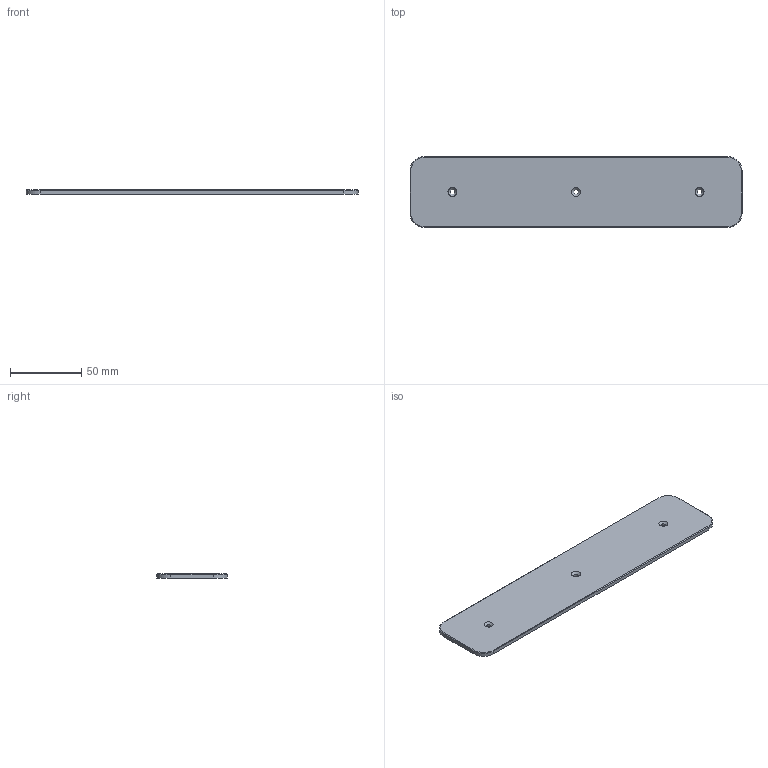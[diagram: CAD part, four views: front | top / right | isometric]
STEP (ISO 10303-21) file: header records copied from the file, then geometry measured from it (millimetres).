
FILE_DESCRIPTION(/* description */ ('','CAx-IF Rec.Pracs.---Representation and Presentation of Product Manufacturing Information (PMI)---4.0---2014-10-13'),/* implementation_level */ '2;1');
FILE_NAME(/* name */ 'Astra_weight_inner.step',/* time_stamp */ '2024-12-24T14:41:38+01:00',/* author */ (''),/* organization */ (''),/* preprocessor_version */ 'ST-DEVELOPER v20',/* originating_system */ 'Autodesk Translation Framework v13.20.0.188',/* authorisation */ '');
FILE_SCHEMA (('AP242_MANAGED_MODEL_BASED_3D_ENGINEERING_MIM_LF { 1 0 10303 442 1 1 4 }'));
Length unit declared in the file: millimetre
Products named in the file (2): Astra; WEIGHT
Assembly tree (1 placements, depth 2):
  Astra
    WEIGHT
Bounding box: 233.72 x 49.81 x 3 mm (x, y, z)
Volume: 34476.2 mm3; surface area: 24624.2 mm2
Topology: 1 solids, 1 shells, 24 faces, 55 edges, 33 vertices
Faces by surface type: plane 10, cone 7, cylinder 7
Full cylindrical faces by diameter (mm): 3.4 x3
Entity records: 744 total; most frequent: DIRECTION 130, CARTESIAN_POINT 115, ORIENTED_EDGE 110, EDGE_CURVE 55, AXIS2_PLACEMENT_3D 48, LINE 34, VECTOR 34, VERTEX_POINT 33
